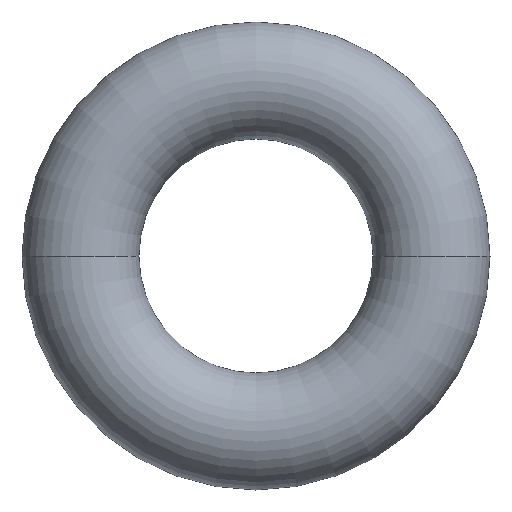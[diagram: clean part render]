
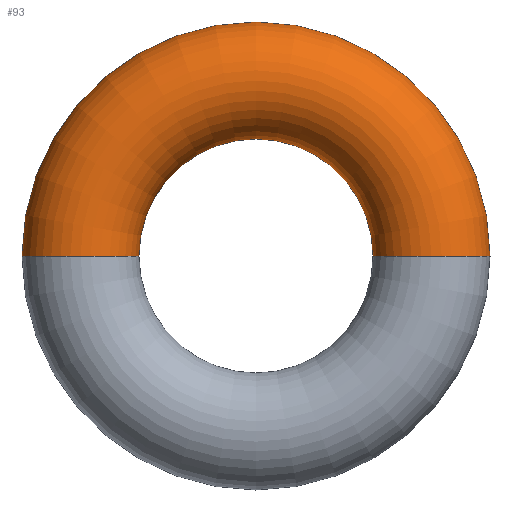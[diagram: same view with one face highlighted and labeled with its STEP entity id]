
A CAD part, front view. The second image highlights one B-rep face of the part: STEP entity #93.
In plain terms, the highlighted toroidal (fillet/blend) face has major radius 1.5 mm and minor radius 0.5 mm.
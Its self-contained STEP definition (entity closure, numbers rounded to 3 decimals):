
#12=CARTESIAN_POINT('',(0.,0.,0.));
#13=DIRECTION('',(0.,1.,0.));
#14=DIRECTION('',(-1.,0.,0.));
#15=AXIS2_PLACEMENT_3D('',#12,#13,#14);
#22=CARTESIAN_POINT('',(-1.5,0.,0.));
#23=DIRECTION('',(0.,0.,1.));
#24=DIRECTION('',(-1.,0.,0.));
#25=AXIS2_PLACEMENT_3D('',#22,#23,#24);
#27=CARTESIAN_POINT('',(0.,0.,0.));
#28=DIRECTION('',(0.,1.,0.));
#29=DIRECTION('',(-1.,0.,0.));
#30=AXIS2_PLACEMENT_3D('',#27,#28,#29);
#32=CARTESIAN_POINT('',(1.5,0.,0.));
#33=DIRECTION('',(0.,0.,-1.));
#34=DIRECTION('',(1.,0.,0.));
#35=AXIS2_PLACEMENT_3D('',#32,#33,#34);
#42=CARTESIAN_POINT('',(-1.,0.,0.));
#43=CARTESIAN_POINT('',(-2.,0.,0.));
#44=VERTEX_POINT('',#42);
#45=VERTEX_POINT('',#43);
#46=CARTESIAN_POINT('',(1.,0.,0.));
#47=CARTESIAN_POINT('',(2.,0.,0.));
#48=VERTEX_POINT('',#46);
#49=VERTEX_POINT('',#47);
#80=CARTESIAN_POINT('',(0.,0.,0.));
#81=DIRECTION('',(0.,-1.,0.));
#82=DIRECTION('',(-1.,0.,0.));
#83=AXIS2_PLACEMENT_3D('',#80,#81,#82);
#84=TOROIDAL_SURFACE('',#83,1.5,0.5);
#86=ORIENTED_EDGE('',*,*,#85,.F.);
#87=ORIENTED_EDGE('',*,*,#75,.T.);
#89=ORIENTED_EDGE('',*,*,#88,.T.);
#90=ORIENTED_EDGE('',*,*,#72,.F.);
#91=EDGE_LOOP('',(#86,#87,#89,#90));
#92=FACE_OUTER_BOUND('',#91,.F.);
#93=ADVANCED_FACE('',(#92),#84,.T.);
#16=CIRCLE('',#15,1.);
#26=CIRCLE('',#25,0.5);
#31=CIRCLE('',#30,2.);
#36=CIRCLE('',#35,0.5);
#72=EDGE_CURVE('',#44,#48,#16,.T.);
#75=EDGE_CURVE('',#45,#49,#31,.T.);
#85=EDGE_CURVE('',#45,#44,#26,.T.);
#88=EDGE_CURVE('',#49,#48,#36,.T.);
